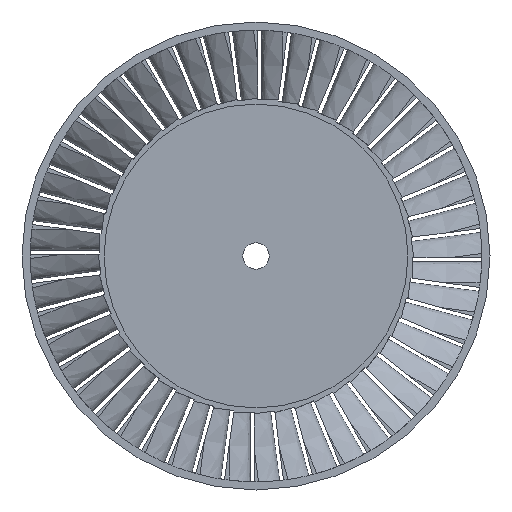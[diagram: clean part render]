
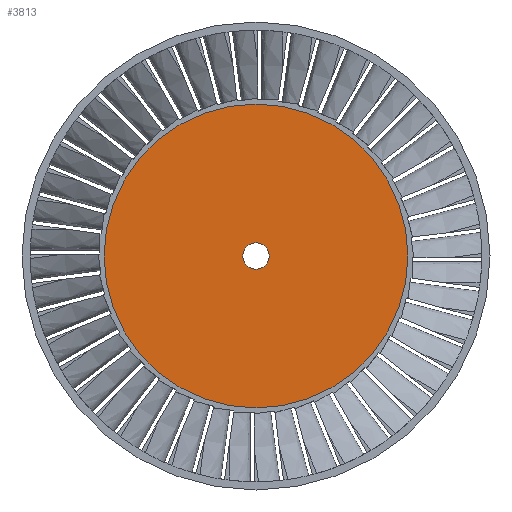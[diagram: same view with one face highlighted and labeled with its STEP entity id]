
A CAD part, front view. The second image highlights one B-rep face of the part: STEP entity #3813.
In plain terms, the highlighted planar face has unit normal (0, -1, 0).
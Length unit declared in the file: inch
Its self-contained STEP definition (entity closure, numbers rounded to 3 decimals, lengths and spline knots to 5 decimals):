
#39 = DIRECTION ( 'NONE',  ( 1., 0., 0. ) ) ;
#66 = AXIS2_PLACEMENT_3D ( 'NONE', #14599, #1342, #14693 ) ;
#158 = AXIS2_PLACEMENT_3D ( 'NONE', #2120, #14915, #1835 ) ;
#448 = EDGE_CURVE ( 'NONE', #449, #11975, #7329, .T. ) ;
#449 = VERTEX_POINT ( 'NONE', #13253 ) ;
#1254 = AXIS2_PLACEMENT_3D ( 'NONE', #7333, #3070, #39 ) ;
#1342 = DIRECTION ( 'NONE',  ( 0., -1., 0. ) ) ;
#1835 = DIRECTION ( 'NONE',  ( 1., 0., 0. ) ) ;
#2120 = CARTESIAN_POINT ( 'NONE',  ( 0., -0.375, 0. ) ) ;
#2407 = DIRECTION ( 'NONE',  ( 1., 0., 0. ) ) ;
#2504 = FACE_BOUND ( 'NONE', #18191, .T. ) ;
#3070 = DIRECTION ( 'NONE',  ( 0., -1., 0. ) ) ;
#3813 = ADVANCED_FACE ( 'NONE', ( #3828, #2504 ), #14048, .T. ) ;
#3828 = FACE_OUTER_BOUND ( 'NONE', #18322, .T. ) ;
#5317 = EDGE_CURVE ( 'NONE', #15326, #8167, #7850, .T. ) ;
#5890 = CARTESIAN_POINT ( 'NONE',  ( 0.19685, -0.375, 0. ) ) ;
#6007 = EDGE_CURVE ( 'NONE', #11975, #449, #17274, .T. ) ;
#7329 = CIRCLE ( 'NONE', #66, 2.2785 ) ;
#7333 = CARTESIAN_POINT ( 'NONE',  ( 0., -0.375, 0. ) ) ;
#7634 = CARTESIAN_POINT ( 'NONE',  ( -2.2785, -0.375, 0. ) ) ;
#7850 = CIRCLE ( 'NONE', #12686, 0.19685 ) ;
#8120 = ORIENTED_EDGE ( 'NONE', *, *, #13731, .F. ) ;
#8167 = VERTEX_POINT ( 'NONE', #12295 ) ;
#9613 = CARTESIAN_POINT ( 'NONE',  ( 0.19685, -0.375, 0. ) ) ;
#10425 = DIRECTION ( 'NONE',  ( 1., 0., 0. ) ) ;
#10516 = CARTESIAN_POINT ( 'NONE',  ( 0., -0.375, 0. ) ) ;
#10606 = DIRECTION ( 'NONE',  ( 0., -1., 0. ) ) ;
#10827 = ORIENTED_EDGE ( 'NONE', *, *, #448, .T. ) ;
#11655 = CIRCLE ( 'NONE', #158, 0.19685 ) ;
#11975 = VERTEX_POINT ( 'NONE', #7634 ) ;
#12295 = CARTESIAN_POINT ( 'NONE',  ( -0.19685, -0.375, 0. ) ) ;
#12686 = AXIS2_PLACEMENT_3D ( 'NONE', #10516, #10606, #10425 ) ;
#12880 = ORIENTED_EDGE ( 'NONE', *, *, #5317, .F. ) ;
#13253 = CARTESIAN_POINT ( 'NONE',  ( 2.2785, -0.375, 0. ) ) ;
#13731 = EDGE_CURVE ( 'NONE', #8167, #15326, #11655, .T. ) ;
#14048 = PLANE ( 'NONE',  #15869 ) ;
#14599 = CARTESIAN_POINT ( 'NONE',  ( 0., -0.375, 0. ) ) ;
#14693 = DIRECTION ( 'NONE',  ( 1., 0., 0. ) ) ;
#14915 = DIRECTION ( 'NONE',  ( 0., -1., 0. ) ) ;
#15326 = VERTEX_POINT ( 'NONE', #5890 ) ;
#15373 = DIRECTION ( 'NONE',  ( 0., -1., 0. ) ) ;
#15869 = AXIS2_PLACEMENT_3D ( 'NONE', #9613, #15373, #2407 ) ;
#17274 = CIRCLE ( 'NONE', #1254, 2.2785 ) ;
#18191 = EDGE_LOOP ( 'NONE', ( #12880, #8120 ) ) ;
#18322 = EDGE_LOOP ( 'NONE', ( #10827, #18405 ) ) ;
#18405 = ORIENTED_EDGE ( 'NONE', *, *, #6007, .T. ) ;
